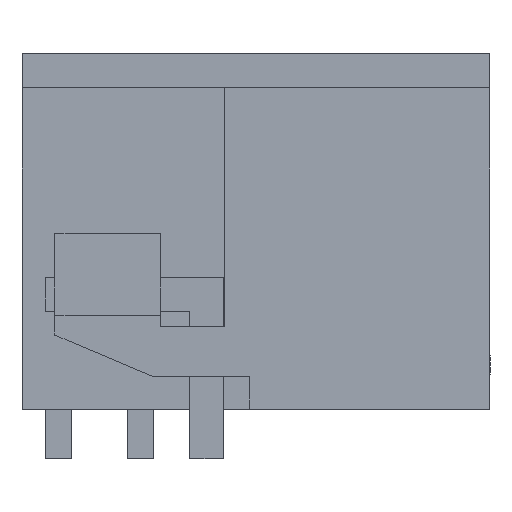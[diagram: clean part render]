
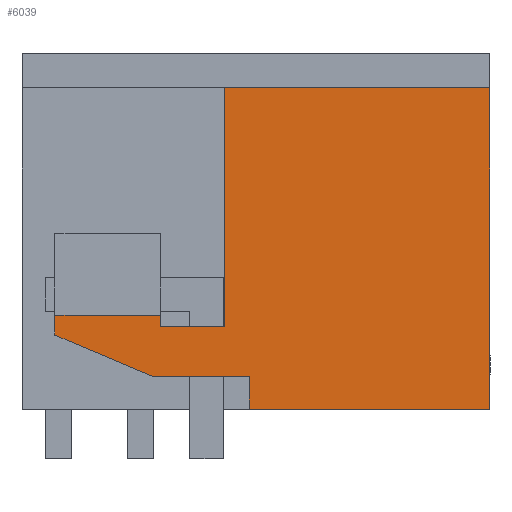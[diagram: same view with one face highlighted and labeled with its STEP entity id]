
A CAD part, left-side view. The second image highlights one B-rep face of the part: STEP entity #6039.
In plain terms, the highlighted planar face has unit normal (-1, 0, 0).
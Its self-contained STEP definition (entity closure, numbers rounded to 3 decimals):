
#5977=AXIS2_PLACEMENT_3D('Plane Axis2P3D',#5974,#5975,#5976) ;
#4077=CARTESIAN_POINT('Vertex',(0.,0.,11.25)) ;
#4080=CARTESIAN_POINT('Line Origine',(0.,0.,6.375)) ;
#4084=CARTESIAN_POINT('Vertex',(0.,0.,1.5)) ;
#5470=CARTESIAN_POINT('Line Origine',(0.,3.65,1.5)) ;
#5474=CARTESIAN_POINT('Vertex',(0.,7.3,1.5)) ;
#5617=CARTESIAN_POINT('Vertex',(0.,8.05,11.25)) ;
#5620=CARTESIAN_POINT('Line Origine',(0.,4.025,11.25)) ;
#5958=CARTESIAN_POINT('Vertex',(0.,7.3,2.497)) ;
#5961=CARTESIAN_POINT('Line Origine',(0.,7.3,1.998)) ;
#5974=CARTESIAN_POINT('Axis2P3D Location',(0.,0.,11.25)) ;
#5979=CARTESIAN_POINT('Line Origine',(0.,8.05,7.625)) ;
#5983=CARTESIAN_POINT('Vertex',(0.,8.05,4.)) ;
#5986=CARTESIAN_POINT('Line Origine',(0.,9.025,4.)) ;
#5990=CARTESIAN_POINT('Vertex',(0.,10.,4.)) ;
#5993=CARTESIAN_POINT('Line Origine',(0.,10.,4.175)) ;
#5997=CARTESIAN_POINT('Vertex',(0.,10.,4.35)) ;
#6000=CARTESIAN_POINT('Line Origine',(0.,11.6,4.35)) ;
#6004=CARTESIAN_POINT('Vertex',(0.,13.2,4.35)) ;
#6007=CARTESIAN_POINT('Line Origine',(0.,13.2,4.05)) ;
#6011=CARTESIAN_POINT('Vertex',(0.,13.2,3.75)) ;
#6014=CARTESIAN_POINT('Line Origine',(0.,11.721,3.123)) ;
#6018=CARTESIAN_POINT('Vertex',(0.,10.242,2.497)) ;
#6021=CARTESIAN_POINT('Line Origine',(0.,8.771,2.497)) ;
#4081=DIRECTION('Vector Direction',(0.,0.,-1.)) ;
#5471=DIRECTION('Vector Direction',(0.,1.,0.)) ;
#5621=DIRECTION('Vector Direction',(0.,1.,0.)) ;
#5962=DIRECTION('Vector Direction',(0.,0.,-1.)) ;
#5975=DIRECTION('Axis2P3D Direction',(1.,0.,0.)) ;
#5976=DIRECTION('Axis2P3D XDirection',(0.,0.,-1.)) ;
#5980=DIRECTION('Vector Direction',(0.,0.,1.)) ;
#5987=DIRECTION('Vector Direction',(0.,-1.,0.)) ;
#5994=DIRECTION('Vector Direction',(0.,0.,1.)) ;
#6001=DIRECTION('Vector Direction',(0.,1.,0.)) ;
#6008=DIRECTION('Vector Direction',(0.,0.,-1.)) ;
#6015=DIRECTION('Vector Direction',(0.,0.921,0.39)) ;
#6022=DIRECTION('Vector Direction',(0.,-1.,0.)) ;
#4082=VECTOR('Line Direction',#4081,1.) ;
#5472=VECTOR('Line Direction',#5471,1.) ;
#5622=VECTOR('Line Direction',#5621,1.) ;
#5963=VECTOR('Line Direction',#5962,1.) ;
#5981=VECTOR('Line Direction',#5980,1.) ;
#5988=VECTOR('Line Direction',#5987,1.) ;
#5995=VECTOR('Line Direction',#5994,1.) ;
#6002=VECTOR('Line Direction',#6001,1.) ;
#6009=VECTOR('Line Direction',#6008,1.) ;
#6016=VECTOR('Line Direction',#6015,1.) ;
#6023=VECTOR('Line Direction',#6022,1.) ;
#6027=ORIENTED_EDGE('',*,*,#5985,.F.) ;
#6028=ORIENTED_EDGE('',*,*,#5992,.F.) ;
#6029=ORIENTED_EDGE('',*,*,#5999,.F.) ;
#6030=ORIENTED_EDGE('',*,*,#6006,.F.) ;
#6031=ORIENTED_EDGE('',*,*,#6013,.F.) ;
#6032=ORIENTED_EDGE('',*,*,#6020,.F.) ;
#6033=ORIENTED_EDGE('',*,*,#6025,.F.) ;
#6034=ORIENTED_EDGE('',*,*,#5965,.F.) ;
#6035=ORIENTED_EDGE('',*,*,#5476,.F.) ;
#6036=ORIENTED_EDGE('',*,*,#4086,.F.) ;
#6037=ORIENTED_EDGE('',*,*,#5624,.T.) ;
#6039=ADVANCED_FACE('HOUSING',(#6038),#5978,.F.) ;
#4086=EDGE_CURVE('',#4078,#4085,#4083,.T.) ;
#5476=EDGE_CURVE('',#4085,#5475,#5473,.T.) ;
#5624=EDGE_CURVE('',#4078,#5618,#5623,.T.) ;
#5965=EDGE_CURVE('',#5475,#5959,#5964,.F.) ;
#5985=EDGE_CURVE('',#5984,#5618,#5982,.T.) ;
#5992=EDGE_CURVE('',#5991,#5984,#5989,.T.) ;
#5999=EDGE_CURVE('',#5998,#5991,#5996,.F.) ;
#6006=EDGE_CURVE('',#6005,#5998,#6003,.F.) ;
#6013=EDGE_CURVE('',#6012,#6005,#6010,.F.) ;
#6020=EDGE_CURVE('',#6019,#6012,#6017,.T.) ;
#6025=EDGE_CURVE('',#5959,#6019,#6024,.F.) ;
#6026=EDGE_LOOP('',(#6027,#6028,#6029,#6030,#6031,#6032,#6033,#6034,#6035,#6036,#6037)) ;
#6038=FACE_OUTER_BOUND('',#6026,.T.) ;
#4083=LINE('Line',#4080,#4082) ;
#5473=LINE('Line',#5470,#5472) ;
#5623=LINE('Line',#5620,#5622) ;
#5964=LINE('Line',#5961,#5963) ;
#5982=LINE('Line',#5979,#5981) ;
#5989=LINE('Line',#5986,#5988) ;
#5996=LINE('Line',#5993,#5995) ;
#6003=LINE('Line',#6000,#6002) ;
#6010=LINE('Line',#6007,#6009) ;
#6017=LINE('Line',#6014,#6016) ;
#6024=LINE('Line',#6021,#6023) ;
#5978=PLANE('',#5977) ;
#4078=VERTEX_POINT('',#4077) ;
#4085=VERTEX_POINT('',#4084) ;
#5475=VERTEX_POINT('',#5474) ;
#5618=VERTEX_POINT('',#5617) ;
#5959=VERTEX_POINT('',#5958) ;
#5984=VERTEX_POINT('',#5983) ;
#5991=VERTEX_POINT('',#5990) ;
#5998=VERTEX_POINT('',#5997) ;
#6005=VERTEX_POINT('',#6004) ;
#6012=VERTEX_POINT('',#6011) ;
#6019=VERTEX_POINT('',#6018) ;
